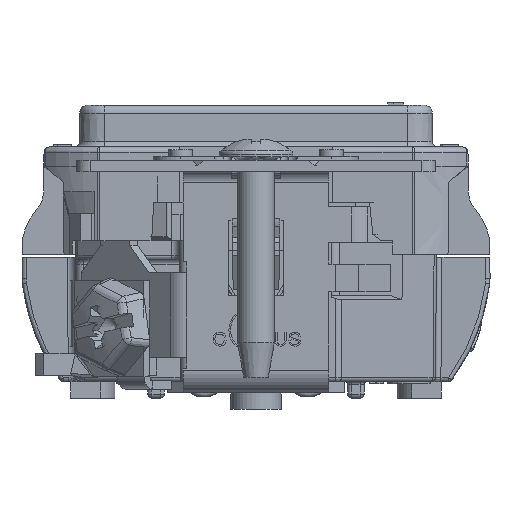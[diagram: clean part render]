
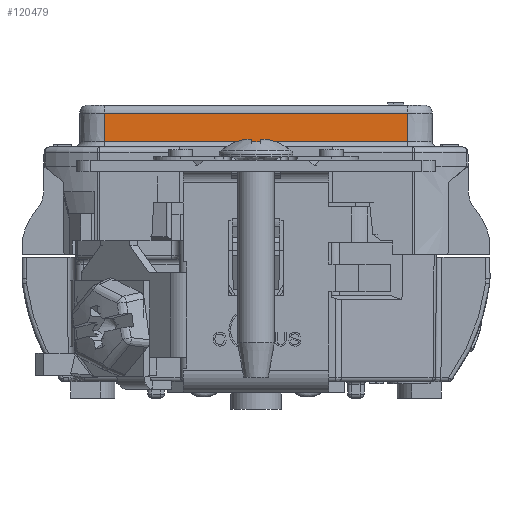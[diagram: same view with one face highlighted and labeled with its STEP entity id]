
A CAD part, front view. The second image highlights one B-rep face of the part: STEP entity #120479.
In plain terms, the highlighted planar face has unit normal (0, -1, 0.009).
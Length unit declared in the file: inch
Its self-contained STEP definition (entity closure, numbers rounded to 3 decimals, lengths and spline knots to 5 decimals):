
#6257 = LINE ( 'NONE', #114115, #84305 ) ;
#13036 = CARTESIAN_POINT ( 'NONE',  ( -0.61332, -1.56098, 0.93093 ) ) ;
#21009 = ORIENTED_EDGE ( 'NONE', *, *, #137727, .T. ) ;
#23971 = LINE ( 'NONE', #136166, #98995 ) ;
#32287 = VECTOR ( 'NONE', #176308, 39.37008 ) ;
#37092 = ORIENTED_EDGE ( 'NONE', *, *, #261320, .T. ) ;
#50228 = DIRECTION ( 'NONE',  ( 0., -1., 0.009 ) ) ;
#72350 = PLANE ( 'NONE',  #273960 ) ;
#84305 = VECTOR ( 'NONE', #91982, 39.37008 ) ;
#91982 = DIRECTION ( 'NONE',  ( 0., -0.009, -1. ) ) ;
#98995 = VECTOR ( 'NONE', #178896, 39.37008 ) ;
#109099 = VERTEX_POINT ( 'NONE', #269595 ) ;
#114115 = CARTESIAN_POINT ( 'NONE',  ( -0.61332, -1.56115, 0.91111 ) ) ;
#120479 = ADVANCED_FACE ( 'NONE', ( #271329 ), #72350, .T. ) ;
#121968 = CARTESIAN_POINT ( 'NONE',  ( 0.49268, -1.56008, 1.03437 ) ) ;
#136166 = CARTESIAN_POINT ( 'NONE',  ( 0.49268, -1.56115, 0.91111 ) ) ;
#137727 = EDGE_CURVE ( 'NONE', #218310, #275900, #23971, .T. ) ;
#153083 = CARTESIAN_POINT ( 'NONE',  ( -0.70532, -1.56008, 1.03437 ) ) ;
#157432 = LINE ( 'NONE', #153083, #235325 ) ;
#166708 = ORIENTED_EDGE ( 'NONE', *, *, #239575, .T. ) ;
#176308 = DIRECTION ( 'NONE',  ( 1., 0., 0. ) ) ;
#177733 = CARTESIAN_POINT ( 'NONE',  ( 0.49268, -1.56098, 0.93093 ) ) ;
#178896 = DIRECTION ( 'NONE',  ( 0., 0.009, 1. ) ) ;
#201289 = LINE ( 'NONE', #177733, #32287 ) ;
#210433 = CARTESIAN_POINT ( 'NONE',  ( 0.49268, -1.56098, 0.93093 ) ) ;
#218310 = VERTEX_POINT ( 'NONE', #210433 ) ;
#229983 = DIRECTION ( 'NONE',  ( 0., -0.009, -1. ) ) ;
#235325 = VECTOR ( 'NONE', #247265, 39.37008 ) ;
#239575 = EDGE_CURVE ( 'NONE', #109099, #274815, #6257, .T. ) ;
#247265 = DIRECTION ( 'NONE',  ( -1., 0., 0. ) ) ;
#252072 = CARTESIAN_POINT ( 'NONE',  ( -0.70532, -1.56115, 0.91111 ) ) ;
#258980 = EDGE_CURVE ( 'NONE', #274815, #218310, #201289, .T. ) ;
#259195 = EDGE_LOOP ( 'NONE', ( #166708, #277711, #21009, #37092 ) ) ;
#261320 = EDGE_CURVE ( 'NONE', #275900, #109099, #157432, .T. ) ;
#269595 = CARTESIAN_POINT ( 'NONE',  ( -0.61332, -1.56008, 1.03437 ) ) ;
#271329 = FACE_OUTER_BOUND ( 'NONE', #259195, .T. ) ;
#273960 = AXIS2_PLACEMENT_3D ( 'NONE', #252072, #50228, #229983 ) ;
#274815 = VERTEX_POINT ( 'NONE', #13036 ) ;
#275900 = VERTEX_POINT ( 'NONE', #121968 ) ;
#277711 = ORIENTED_EDGE ( 'NONE', *, *, #258980, .T. ) ;
